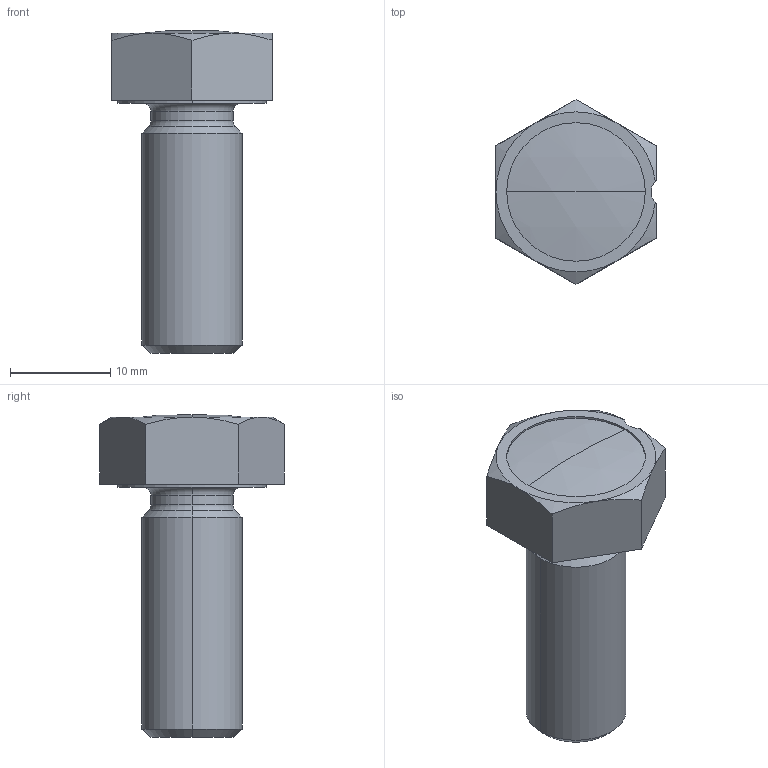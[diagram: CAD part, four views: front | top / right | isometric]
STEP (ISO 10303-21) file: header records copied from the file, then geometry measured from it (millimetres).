
FILE_DESCRIPTION (( 'STEP AP214' ), '1' );
FILE_NAME ('Z-RFC-P18 Schraubenpositionsgeber.STEP', '2017-07-26T05:43:51', ( 'dummy' ), ( 'Microsoft' ), 'SwSTEP 2.0', 'SolidWorks 2014', '' );
FILE_SCHEMA (( 'AUTOMOTIVE_DESIGN' ));
Length unit declared in the file: millimetre
Products named in the file (4): 900077001_000; 900033956_000; 900076999_000; Z-RFC-P18 Schraubenpositionsgeber
Assembly tree (3 placements, depth 2):
  Z-RFC-P18 Schraubenpositionsgeber
    900076999_000
    900033956_000
    900077001_000
Bounding box: 16 x 18.48 x 32.24 mm (x, y, z)
Volume: 3415.4 mm3; surface area: 2644.2 mm2
Topology: 3 solids, 3 shells, 51 faces, 104 edges, 63 vertices
Faces by surface type: cylinder 17, plane 16, cone 10, torus 6, sphere 2
Entity records: 1567 total; most frequent: CARTESIAN_POINT 298, DIRECTION 259, ORIENTED_EDGE 208, AXIS2_PLACEMENT_3D 112, EDGE_CURVE 104, VERTEX_POINT 63, EDGE_LOOP 57, CIRCLE 55
